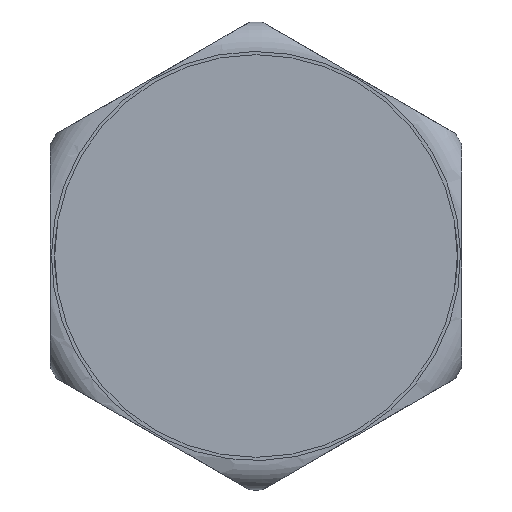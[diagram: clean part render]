
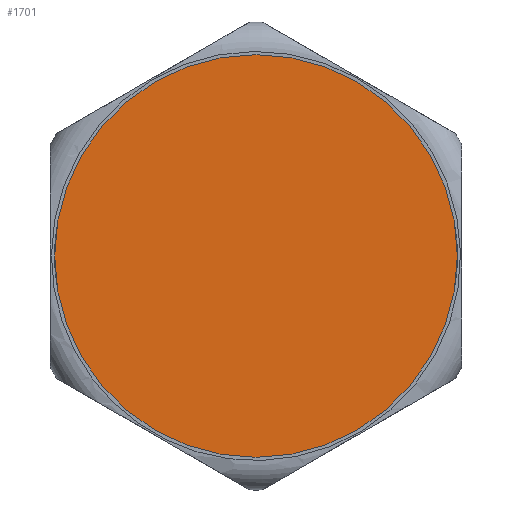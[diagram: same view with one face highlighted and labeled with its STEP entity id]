
A CAD part, left-side view. The second image highlights one B-rep face of the part: STEP entity #1701.
In plain terms, the highlighted planar face has unit normal (-1, 0, 0).
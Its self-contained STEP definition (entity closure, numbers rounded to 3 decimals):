
#206=PLANE('',#1921);
#499=FACE_OUTER_BOUND('',#615,.T.);
#615=EDGE_LOOP('',(#1111));
#1111=ORIENTED_EDGE('',*,*,#1365,.F.);
#1365=EDGE_CURVE('',#1533,#1533,#1597,.T.);
#1533=VERTEX_POINT('',#6236);
#1597=CIRCLE('',#1922,17.08);
#1701=ADVANCED_FACE('',(#499),#206,.T.);
#1921=AXIS2_PLACEMENT_3D('',#6235,#2323,#2324);
#1922=AXIS2_PLACEMENT_3D('',#6237,#2325,#2326);
#2323=DIRECTION('center_axis',(-1.,0.,0.));
#2324=DIRECTION('ref_axis',(0.,0.,1.));
#2325=DIRECTION('center_axis',(1.,0.,0.));
#2326=DIRECTION('ref_axis',(0.,0.,-1.));
#6235=CARTESIAN_POINT('Origin',(-32.,17.08,0.));
#6236=CARTESIAN_POINT('',(-32.,17.08,0.));
#6237=CARTESIAN_POINT('Origin',(-32.,0.,0.));
